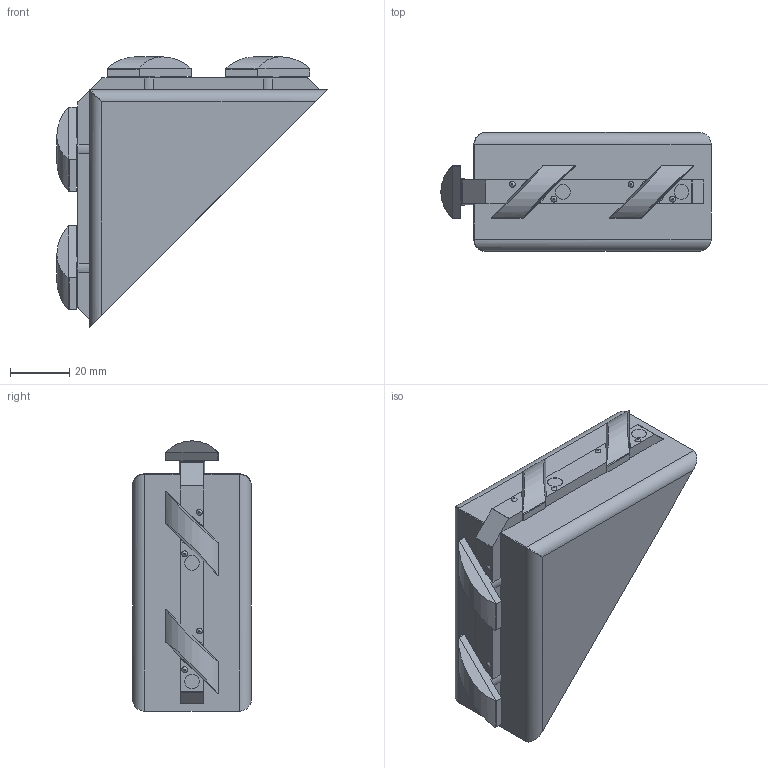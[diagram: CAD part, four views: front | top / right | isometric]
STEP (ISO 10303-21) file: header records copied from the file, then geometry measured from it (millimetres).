
FILE_DESCRIPTION(('STEP AP203'),'1');
FILE_NAME('FIXE08E3251.stp','2023-10-03T12:59:54',(' '),(' '),'Spatial InterOp 3D',' ',' ');
FILE_SCHEMA(('CONFIG_CONTROL_DESIGN'));
Length unit declared in the file: millimetre
Products named in the file (3): equerre automatique 8 80x80 AL; Ecrou; equerre 80
Assembly tree (5 placements, depth 2):
  equerre automatique 8 80x80 AL
    Ecrou  x4
    equerre 80
Bounding box: 91.1 x 40 x 91.1 mm (x, y, z)
Volume: 61904.6 mm3; surface area: 29587.7 mm2
Topology: 5 solids, 9 shells, 401 faces, 1071 edges, 703 vertices
Faces by surface type: plane 204, cylinder 101, cone 48, torus 44, bspline 2, sphere 2
Full cylindrical faces by diameter (mm): 5 x4, 8.5 x4, 8.7 x8, 18.714 x4
Entity records: 8121 total; most frequent: CARTESIAN_POINT 1664, DIRECTION 1196, ORIENTED_EDGE 1144, EDGE_CURVE 572, AXIS2_PLACEMENT_3D 437, VERTEX_POINT 400, LINE 322, VECTOR 322
